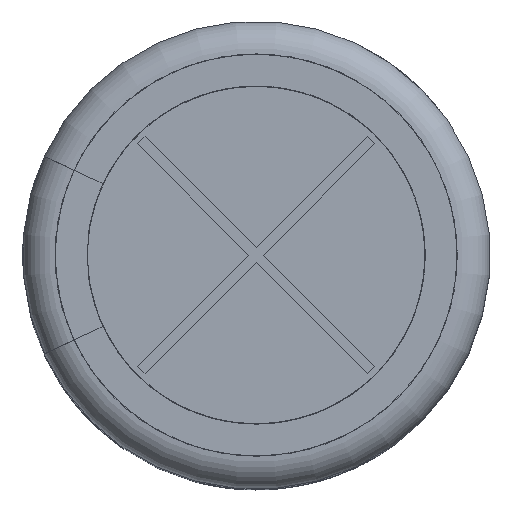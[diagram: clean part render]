
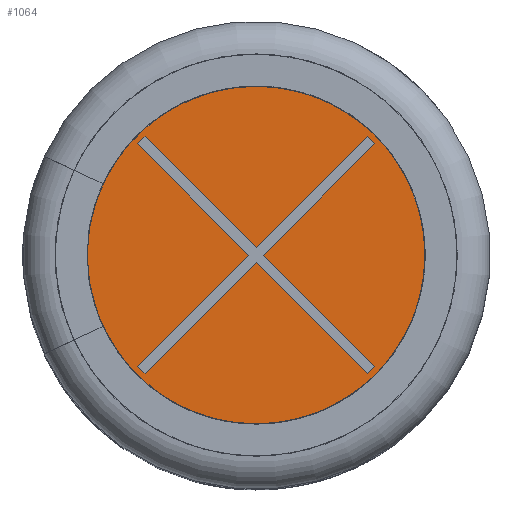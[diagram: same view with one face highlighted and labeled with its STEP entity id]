
A CAD part, top view. The second image highlights one B-rep face of the part: STEP entity #1064.
In plain terms, the highlighted planar face has unit normal (0, 0, 1).
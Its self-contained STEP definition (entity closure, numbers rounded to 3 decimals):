
#1064 = ADVANCED_FACE( '', ( #2448, #2449 ), #2450, .T. );
#2448 = FACE_OUTER_BOUND( '', #6941, .T. );
#2449 = FACE_BOUND( '', #6942, .T. );
#2450 = PLANE( '', #6943 );
#6941 = EDGE_LOOP( '', ( #11908 ) );
#6942 = EDGE_LOOP( '', ( #11909, #11910, #11911, #11912, #11913, #11914, #11915, #11916, #11917, #11918, #11919, #11920 ) );
#6943 = AXIS2_PLACEMENT_3D( '', #11921, #11922, #11923 );
#11908 = ORIENTED_EDGE( '', *, *, #15137, .F. );
#11909 = ORIENTED_EDGE( '', *, *, #15138, .T. );
#11910 = ORIENTED_EDGE( '', *, *, #15139, .T. );
#11911 = ORIENTED_EDGE( '', *, *, #15140, .T. );
#11912 = ORIENTED_EDGE( '', *, *, #15053, .T. );
#11913 = ORIENTED_EDGE( '', *, *, #14254, .T. );
#11914 = ORIENTED_EDGE( '', *, *, #15141, .T. );
#11915 = ORIENTED_EDGE( '', *, *, #14981, .T. );
#11916 = ORIENTED_EDGE( '', *, *, #14913, .T. );
#11917 = ORIENTED_EDGE( '', *, *, #15142, .T. );
#11918 = ORIENTED_EDGE( '', *, *, #15143, .T. );
#11919 = ORIENTED_EDGE( '', *, *, #15144, .T. );
#11920 = ORIENTED_EDGE( '', *, *, #14530, .T. );
#11921 = CARTESIAN_POINT( '', ( -4.298, 0., 14. ) );
#11922 = DIRECTION( '', ( 0., 0., 1. ) );
#11923 = DIRECTION( '', ( 1., 0., 0. ) );
#14254 = EDGE_CURVE( '', #16336, #16337, #16338, .T. );
#14530 = EDGE_CURVE( '', #16790, #16791, #16792, .T. );
#14913 = EDGE_CURVE( '', #17399, #17400, #17401, .T. );
#14981 = EDGE_CURVE( '', #17491, #17399, #17492, .T. );
#15053 = EDGE_CURVE( '', #17587, #16336, #17588, .T. );
#15137 = EDGE_CURVE( '', #17697, #17697, #17698, .T. );
#15138 = EDGE_CURVE( '', #16791, #17699, #17700, .T. );
#15139 = EDGE_CURVE( '', #17699, #17701, #17702, .T. );
#15140 = EDGE_CURVE( '', #17701, #17587, #17703, .T. );
#15141 = EDGE_CURVE( '', #16337, #17491, #17704, .T. );
#15142 = EDGE_CURVE( '', #17400, #17705, #17706, .T. );
#15143 = EDGE_CURVE( '', #17705, #17707, #17708, .T. );
#15144 = EDGE_CURVE( '', #17707, #16790, #17709, .T. );
#16336 = VERTEX_POINT( '', #20144 );
#16337 = VERTEX_POINT( '', #20145 );
#16338 = LINE( '', #20146, #20147 );
#16790 = VERTEX_POINT( '', #21030 );
#16791 = VERTEX_POINT( '', #21031 );
#16792 = LINE( '', #21032, #21033 );
#17399 = VERTEX_POINT( '', #22957 );
#17400 = VERTEX_POINT( '', #22958 );
#17401 = LINE( '', #22959, #22960 );
#17491 = VERTEX_POINT( '', #23187 );
#17492 = LINE( '', #23188, #23189 );
#17587 = VERTEX_POINT( '', #23364 );
#17588 = LINE( '', #23365, #23366 );
#17697 = VERTEX_POINT( '', #23598 );
#17698 = CIRCLE( '', #23599, 4.298 );
#17699 = VERTEX_POINT( '', #23600 );
#17700 = LINE( '', #23601, #23602 );
#17701 = VERTEX_POINT( '', #23603 );
#17702 = LINE( '', #23604, #23605 );
#17703 = LINE( '', #23606, #23607 );
#17704 = LINE( '', #23608, #23609 );
#17705 = VERTEX_POINT( '', #23610 );
#17706 = LINE( '', #23611, #23612 );
#17707 = VERTEX_POINT( '', #23613 );
#17708 = LINE( '', #23614, #23615 );
#17709 = LINE( '', #23616, #23617 );
#20144 = CARTESIAN_POINT( '', ( 2.533, 2.375, 14. ) );
#20145 = CARTESIAN_POINT( '', ( 0.157, 0., 14. ) );
#20146 = CARTESIAN_POINT( '', ( 0.157, 0., 14. ) );
#20147 = VECTOR( '', #25014, 1000. );
#21030 = CARTESIAN_POINT( '', ( -0.157, 0., 14. ) );
#21031 = CARTESIAN_POINT( '', ( -2.533, 2.375, 14. ) );
#21032 = CARTESIAN_POINT( '', ( -0.157, 0., 14. ) );
#21033 = VECTOR( '', #25274, 1000. );
#22957 = CARTESIAN_POINT( '', ( 2.375, -2.533, 14. ) );
#22958 = CARTESIAN_POINT( '', ( 0., -0.157, 14. ) );
#22959 = CARTESIAN_POINT( '', ( 0., -0.157, 14. ) );
#22960 = VECTOR( '', #25710, 1000. );
#23187 = CARTESIAN_POINT( '', ( 2.533, -2.375, 14. ) );
#23188 = CARTESIAN_POINT( '', ( 2.533, -2.375, 14. ) );
#23189 = VECTOR( '', #25764, 1000. );
#23364 = CARTESIAN_POINT( '', ( 2.375, 2.533, 14. ) );
#23365 = CARTESIAN_POINT( '', ( 2.533, 2.375, 14. ) );
#23366 = VECTOR( '', #25820, 1000. );
#23598 = CARTESIAN_POINT( '', ( -4.298, 0., 14. ) );
#23599 = AXIS2_PLACEMENT_3D( '', #25890, #25891, #25892 );
#23600 = CARTESIAN_POINT( '', ( -2.375, 2.533, 14. ) );
#23601 = CARTESIAN_POINT( '', ( -2.375, 2.533, 14. ) );
#23602 = VECTOR( '', #25893, 1000. );
#23603 = CARTESIAN_POINT( '', ( 0., 0.157, 14. ) );
#23604 = CARTESIAN_POINT( '', ( 0., 0.157, 14. ) );
#23605 = VECTOR( '', #25894, 1000. );
#23606 = CARTESIAN_POINT( '', ( 0., 0.157, 14. ) );
#23607 = VECTOR( '', #25895, 1000. );
#23608 = CARTESIAN_POINT( '', ( 0.157, 0., 14. ) );
#23609 = VECTOR( '', #25896, 1000. );
#23610 = CARTESIAN_POINT( '', ( -2.375, -2.533, 14. ) );
#23611 = CARTESIAN_POINT( '', ( 0., -0.157, 14. ) );
#23612 = VECTOR( '', #25897, 1000. );
#23613 = CARTESIAN_POINT( '', ( -2.533, -2.375, 14. ) );
#23614 = CARTESIAN_POINT( '', ( -2.375, -2.533, 14. ) );
#23615 = VECTOR( '', #25898, 1000. );
#23616 = CARTESIAN_POINT( '', ( -0.157, 0., 14. ) );
#23617 = VECTOR( '', #25899, 1000. );
#25014 = DIRECTION( '', ( -0.707, -0.707, 0. ) );
#25274 = DIRECTION( '', ( -0.707, 0.707, 0. ) );
#25710 = DIRECTION( '', ( -0.707, 0.707, 0. ) );
#25764 = DIRECTION( '', ( -0.707, -0.707, 0. ) );
#25820 = DIRECTION( '', ( 0.707, -0.707, 0. ) );
#25890 = CARTESIAN_POINT( '', ( 0., 0., 14. ) );
#25891 = DIRECTION( '', ( 0., 0., -1. ) );
#25892 = DIRECTION( '', ( -1., 0., 0. ) );
#25893 = DIRECTION( '', ( 0.707, 0.707, 0. ) );
#25894 = DIRECTION( '', ( 0.707, -0.707, 0. ) );
#25895 = DIRECTION( '', ( 0.707, 0.707, 0. ) );
#25896 = DIRECTION( '', ( 0.707, -0.707, 0. ) );
#25897 = DIRECTION( '', ( -0.707, -0.707, 0. ) );
#25898 = DIRECTION( '', ( -0.707, 0.707, 0. ) );
#25899 = DIRECTION( '', ( 0.707, 0.707, 0. ) );
